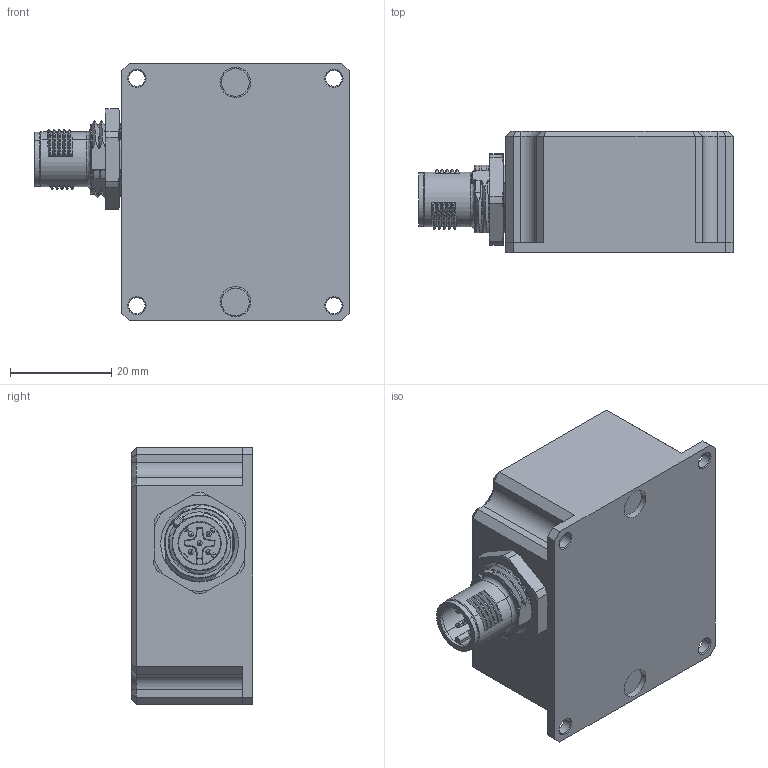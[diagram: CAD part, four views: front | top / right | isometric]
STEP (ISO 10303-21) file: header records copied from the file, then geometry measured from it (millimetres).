
FILE_DESCRIPTION (( 'STEP AP203' ), '1' );
FILE_NAME ('LpmsIG1pp_Case_cstmr.STEP', '2019-09-09T10:09:05', ( 'SS' ), ( 'Microsoft' ), 'SwSTEP 2.0', 'SolidWorks 2014', '' );
FILE_SCHEMA (( 'CONFIG_CONTROL_DESIGN' ));
Length unit declared in the file: millimetre
Products named in the file (6): LpmsIG1pp_Case_cstmr; 1542703; 1421372; M3｡ﾁ18; 415271; 裔
Assembly tree (6 placements, depth 3):
  LpmsIG1pp_Case_cstmr
    裔
    1542703
      1421372
      415271
    M3｡ﾁ18  x2
Bounding box: 62.2 x 24 x 51 mm (x, y, z)
Volume: 20328.5 mm3; surface area: 20324 mm2
Topology: 5 solids, 6 shells, 855 faces, 2317 edges, 1488 vertices
Faces by surface type: plane 361, cylinder 285, bspline 159, cone 50
Entity records: 34314 total; most frequent: CARTESIAN_POINT 13800, ORIENTED_EDGE 4544, DIRECTION 3529, EDGE_CURVE 2272, VERTEX_POINT 1480, AXIS2_PLACEMENT_3D 1188, LINE 1153, VECTOR 1153
